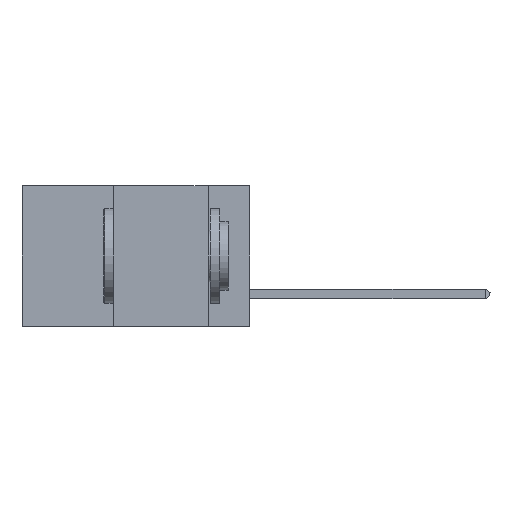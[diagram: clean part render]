
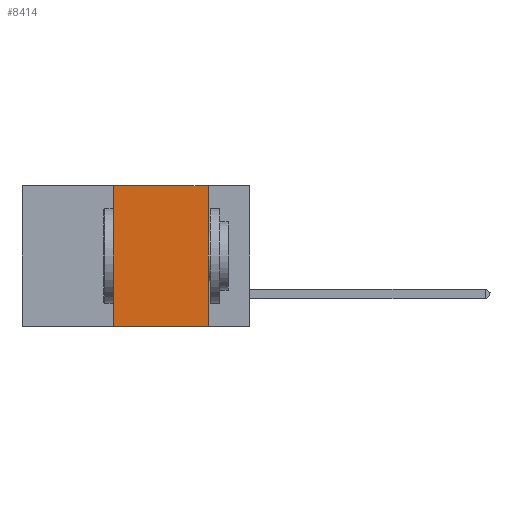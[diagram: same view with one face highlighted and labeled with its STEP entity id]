
A CAD part, left-side view. The second image highlights one B-rep face of the part: STEP entity #8414.
In plain terms, the highlighted planar face has unit normal (-1, 0, 0).
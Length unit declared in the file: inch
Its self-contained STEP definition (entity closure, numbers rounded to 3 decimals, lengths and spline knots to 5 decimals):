
#639 = ORIENTED_EDGE ( 'NONE', *, *, #857, .F. ) ;
#673 = VECTOR ( 'NONE', #6068, 39.37008 ) ;
#857 = EDGE_CURVE ( 'NONE', #1551, #7414, #5826, .T. ) ;
#1120 = CARTESIAN_POINT ( 'NONE',  ( 0., 0.36, 0. ) ) ;
#1140 = VECTOR ( 'NONE', #11852, 39.37008 ) ;
#1430 = DIRECTION ( 'NONE',  ( 1., 0., 0. ) ) ;
#1551 = VERTEX_POINT ( 'NONE', #4970 ) ;
#1937 = DIRECTION ( 'NONE',  ( 0., -1., 0. ) ) ;
#2822 = VERTEX_POINT ( 'NONE', #12030 ) ;
#3533 = LINE ( 'NONE', #5919, #673 ) ;
#4399 = CARTESIAN_POINT ( 'NONE',  ( 0., 0.36, 0. ) ) ;
#4679 = CARTESIAN_POINT ( 'NONE',  ( 0., 0.11, 0. ) ) ;
#4970 = CARTESIAN_POINT ( 'NONE',  ( 0., 0.36, -0.37 ) ) ;
#5364 = EDGE_LOOP ( 'NONE', ( #13749, #6939, #639, #12819 ) ) ;
#5754 = FACE_OUTER_BOUND ( 'NONE', #5364, .T. ) ;
#5826 = LINE ( 'NONE', #1120, #1140 ) ;
#5919 = CARTESIAN_POINT ( 'NONE',  ( 0., 0.6, -0.37 ) ) ;
#6068 = DIRECTION ( 'NONE',  ( 0., -1., 0. ) ) ;
#6400 = VECTOR ( 'NONE', #1937, 39.37008 ) ;
#6491 = VERTEX_POINT ( 'NONE', #7272 ) ;
#6790 = EDGE_CURVE ( 'NONE', #6491, #2822, #12885, .T. ) ;
#6849 = DIRECTION ( 'NONE',  ( 0., 0., -1. ) ) ;
#6939 = ORIENTED_EDGE ( 'NONE', *, *, #9254, .F. ) ;
#7230 = VECTOR ( 'NONE', #6849, 39.37008 ) ;
#7272 = CARTESIAN_POINT ( 'NONE',  ( 0., 0.11, 0. ) ) ;
#7414 = VERTEX_POINT ( 'NONE', #4399 ) ;
#8414 = ADVANCED_FACE ( 'NONE', ( #5754 ), #13344, .F. ) ;
#9254 = EDGE_CURVE ( 'NONE', #7414, #6491, #10715, .T. ) ;
#10524 = CARTESIAN_POINT ( 'NONE',  ( 0., 0.6, 0. ) ) ;
#10649 = AXIS2_PLACEMENT_3D ( 'NONE', #13149, #1430, #13439 ) ;
#10671 = EDGE_CURVE ( 'NONE', #1551, #2822, #3533, .T. ) ;
#10715 = LINE ( 'NONE', #10524, #6400 ) ;
#11852 = DIRECTION ( 'NONE',  ( 0., 0., 1. ) ) ;
#12030 = CARTESIAN_POINT ( 'NONE',  ( 0., 0.11, -0.37 ) ) ;
#12819 = ORIENTED_EDGE ( 'NONE', *, *, #10671, .T. ) ;
#12885 = LINE ( 'NONE', #4679, #7230 ) ;
#13149 = CARTESIAN_POINT ( 'NONE',  ( 0., 0.6, 0. ) ) ;
#13344 = PLANE ( 'NONE',  #10649 ) ;
#13439 = DIRECTION ( 'NONE',  ( 0., 0., -1. ) ) ;
#13749 = ORIENTED_EDGE ( 'NONE', *, *, #6790, .F. ) ;
